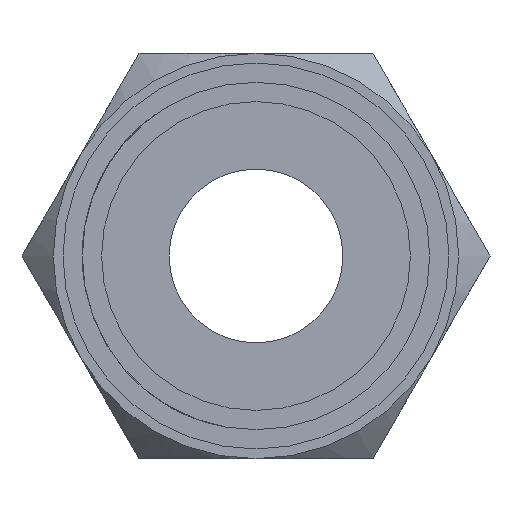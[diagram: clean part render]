
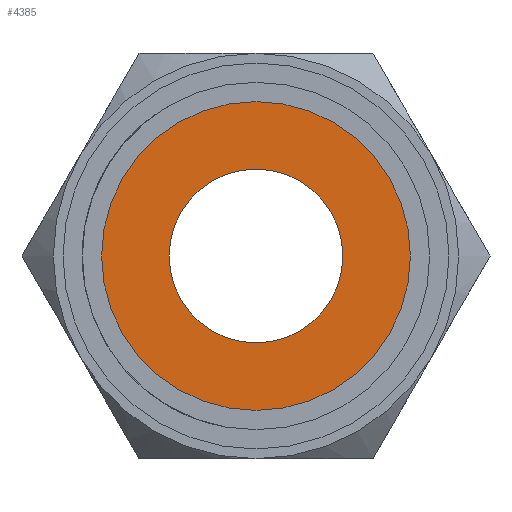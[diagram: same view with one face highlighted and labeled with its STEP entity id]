
A CAD part, left-side view. The second image highlights one B-rep face of the part: STEP entity #4385.
In plain terms, the highlighted planar face has unit normal (-1, 0, 0).
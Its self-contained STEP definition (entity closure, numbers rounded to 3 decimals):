
#336 = PLANE ( 'NONE',  #3103 ) ;
#378 = DIRECTION ( 'NONE',  ( 0., 0., 1. ) ) ;
#581 = EDGE_CURVE ( 'NONE', #8114, #1287, #7369, .T. ) ;
#794 = CARTESIAN_POINT ( 'NONE',  ( 0., 0., -8. ) ) ;
#798 = CARTESIAN_POINT ( 'NONE',  ( 0., 0., 0. ) ) ;
#799 = EDGE_CURVE ( 'NONE', #1287, #8114, #2944, .T. ) ;
#848 = DIRECTION ( 'NONE',  ( 0., 0., 1. ) ) ;
#967 = FACE_BOUND ( 'NONE', #6779, .T. ) ;
#1287 = VERTEX_POINT ( 'NONE', #8632 ) ;
#1537 = CIRCLE ( 'NONE', #1688, 8. ) ;
#1552 = EDGE_LOOP ( 'NONE', ( #3440, #2160 ) ) ;
#1688 = AXIS2_PLACEMENT_3D ( 'NONE', #5632, #7638, #848 ) ;
#2044 = CARTESIAN_POINT ( 'NONE',  ( 0., 0., 0. ) ) ;
#2061 = ORIENTED_EDGE ( 'NONE', *, *, #581, .F. ) ;
#2085 = DIRECTION ( 'NONE',  ( -1., 0., 0. ) ) ;
#2160 = ORIENTED_EDGE ( 'NONE', *, *, #4714, .T. ) ;
#2342 = CARTESIAN_POINT ( 'NONE',  ( 0., 0., 0. ) ) ;
#2944 = CIRCLE ( 'NONE', #6225, 4.5 ) ;
#3103 = AXIS2_PLACEMENT_3D ( 'NONE', #2342, #4405, #378 ) ;
#3123 = DIRECTION ( 'NONE',  ( 0., 0., 1. ) ) ;
#3166 = DIRECTION ( 'NONE',  ( -1., 0., 0. ) ) ;
#3440 = ORIENTED_EDGE ( 'NONE', *, *, #3965, .T. ) ;
#3519 = DIRECTION ( 'NONE',  ( 0., 0., 1. ) ) ;
#3751 = CARTESIAN_POINT ( 'NONE',  ( 0., 0., 4.5 ) ) ;
#3785 = CARTESIAN_POINT ( 'NONE',  ( 0., 0., 0. ) ) ;
#3818 = FACE_OUTER_BOUND ( 'NONE', #1552, .T. ) ;
#3965 = EDGE_CURVE ( 'NONE', #6431, #8559, #8385, .T. ) ;
#4385 = ADVANCED_FACE ( 'NONE', ( #967, #3818 ), #336, .T. ) ;
#4405 = DIRECTION ( 'NONE',  ( -1., 0., 0. ) ) ;
#4714 = EDGE_CURVE ( 'NONE', #8559, #6431, #1537, .T. ) ;
#5632 = CARTESIAN_POINT ( 'NONE',  ( 0., 0., 0. ) ) ;
#5822 = AXIS2_PLACEMENT_3D ( 'NONE', #798, #8344, #3519 ) ;
#6069 = ORIENTED_EDGE ( 'NONE', *, *, #799, .F. ) ;
#6225 = AXIS2_PLACEMENT_3D ( 'NONE', #2044, #2085, #6236 ) ;
#6236 = DIRECTION ( 'NONE',  ( 0., 0., 1. ) ) ;
#6431 = VERTEX_POINT ( 'NONE', #7540 ) ;
#6512 = AXIS2_PLACEMENT_3D ( 'NONE', #3785, #3166, #3123 ) ;
#6779 = EDGE_LOOP ( 'NONE', ( #2061, #6069 ) ) ;
#7369 = CIRCLE ( 'NONE', #6512, 4.5 ) ;
#7540 = CARTESIAN_POINT ( 'NONE',  ( 0., 0., 8. ) ) ;
#7638 = DIRECTION ( 'NONE',  ( -1., 0., 0. ) ) ;
#8114 = VERTEX_POINT ( 'NONE', #3751 ) ;
#8344 = DIRECTION ( 'NONE',  ( -1., 0., 0. ) ) ;
#8385 = CIRCLE ( 'NONE', #5822, 8. ) ;
#8559 = VERTEX_POINT ( 'NONE', #794 ) ;
#8632 = CARTESIAN_POINT ( 'NONE',  ( 0., 0., -4.5 ) ) ;
